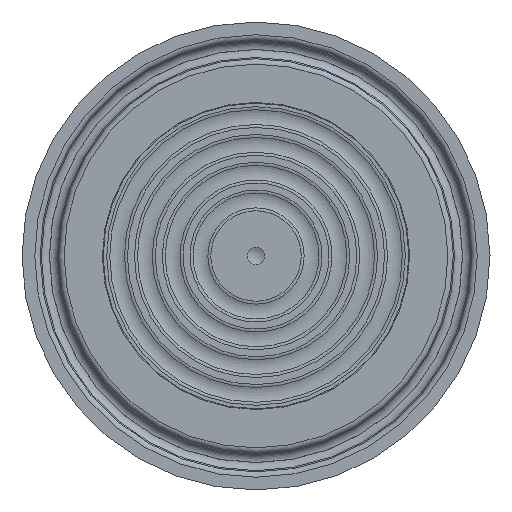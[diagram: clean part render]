
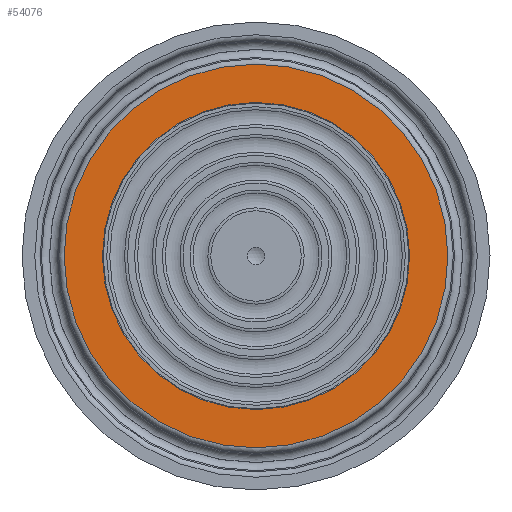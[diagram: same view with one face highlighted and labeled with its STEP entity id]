
A CAD part, left-side view. The second image highlights one B-rep face of the part: STEP entity #54076.
In plain terms, the highlighted planar face has unit normal (-1, 0, 0).
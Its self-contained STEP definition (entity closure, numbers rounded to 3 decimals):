
#1125=FACE_BOUND('',#8782,.T.);
#3083=PLANE('',#58375);
#5901=FACE_OUTER_BOUND('',#8781,.T.);
#8781=EDGE_LOOP('',(#50325));
#8782=EDGE_LOOP('',(#50326));
#9777=CIRCLE('',#58372,21.);
#9779=CIRCLE('',#58376,26.242);
#25847=VERTEX_POINT('',#121192);
#25849=VERTEX_POINT('',#121199);
#34017=EDGE_CURVE('',#25847,#25847,#9777,.T.);
#34020=EDGE_CURVE('',#25849,#25849,#9779,.T.);
#50325=ORIENTED_EDGE('',*,*,#34020,.F.);
#50326=ORIENTED_EDGE('',*,*,#34017,.T.);
#54076=ADVANCED_FACE('',(#5901,#1125),#3083,.T.);
#58372=AXIS2_PLACEMENT_3D('',#121193,#71146,#71147);
#58375=AXIS2_PLACEMENT_3D('',#121198,#71153,#71154);
#58376=AXIS2_PLACEMENT_3D('',#121200,#71155,#71156);
#71146=DIRECTION('center_axis',(1.,0.,0.));
#71147=DIRECTION('ref_axis',(0.,1.,0.));
#71153=DIRECTION('center_axis',(-1.,0.,0.));
#71154=DIRECTION('ref_axis',(0.,0.,1.));
#71155=DIRECTION('center_axis',(1.,0.,0.));
#71156=DIRECTION('ref_axis',(0.,0.,-1.));
#121192=CARTESIAN_POINT('',(0.,-21.,0.));
#121193=CARTESIAN_POINT('Origin',(0.,0.,
0.));
#121198=CARTESIAN_POINT('Origin',(0.,26.242,
0.));
#121199=CARTESIAN_POINT('',(0.,0.,
26.242));
#121200=CARTESIAN_POINT('Origin',(0.,0.,
0.));
